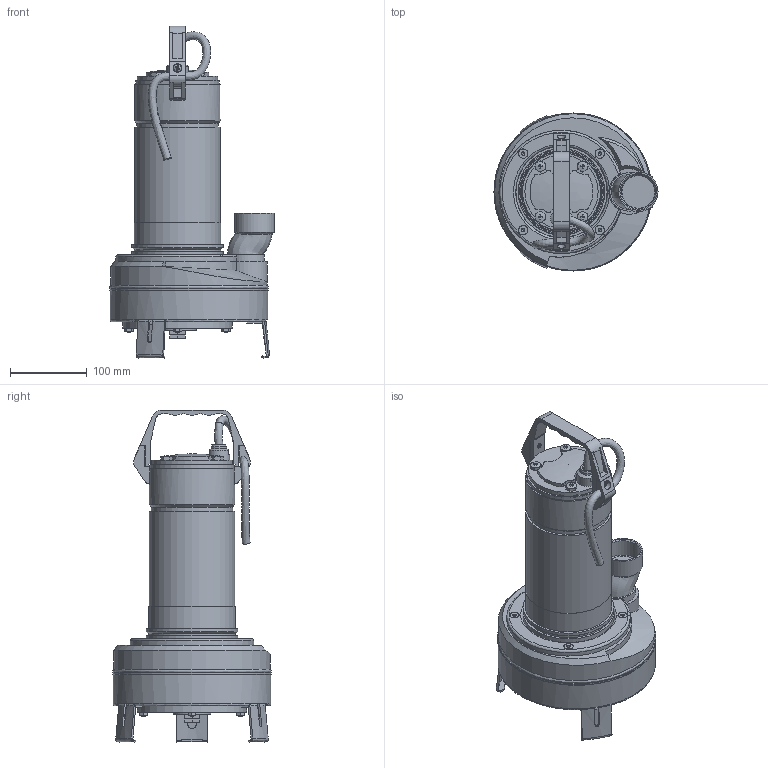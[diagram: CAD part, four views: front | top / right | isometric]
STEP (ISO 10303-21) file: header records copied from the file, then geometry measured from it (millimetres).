
FILE_DESCRIPTION(('STEP AP214'),'2;1');
FILE_NAME('4_93_490_01_REV00.stp','2014-07-10T15:35:12',(''),(''),'2014.1.117','THINKDESIGN','');
FILE_SCHEMA(('AUTOMOTIVE_DESIGN'));
Bounding box: 213.75 x 206 x 432.38 mm (x, y, z)
Volume: 5261776.6 mm3; surface area: 407794.1 mm2
Topology: 24 solids, 24 shells, 916 faces, 2504 edges, 1700 vertices
Faces by surface type: plane 486, bspline 238, cylinder 192
Full cylindrical faces by diameter (mm): 4.2 x2, 4.917 x4, 5 x12, 5.5 x6, 6 x20, 6.6 x2, 10 x2, 10.5 x1, 11 x2, 12 x4, 20 x1, 20.3 x1, 22 x1, 27.9 x1, 42 x1, 45 x1, 49.2 x1, 50 x1, 51.5 x1, 95.5 x1, 102 x1, 104.6 x1, 105 x1, 106 x1, 108 x1, 110 x1, 112 x2, 112.5 x1, 113 x1, 118.7 x2
Entity records: 45942 total; most frequent: CARTESIAN_POINT 15314, ORIENTED_EDGE 4888, DIRECTION 4143, EDGE_CURVE 2444, VERTEX_POINT 1640, AXIS2_PLACEMENT_3D 1488, VECTOR 1167, LINE 1167
